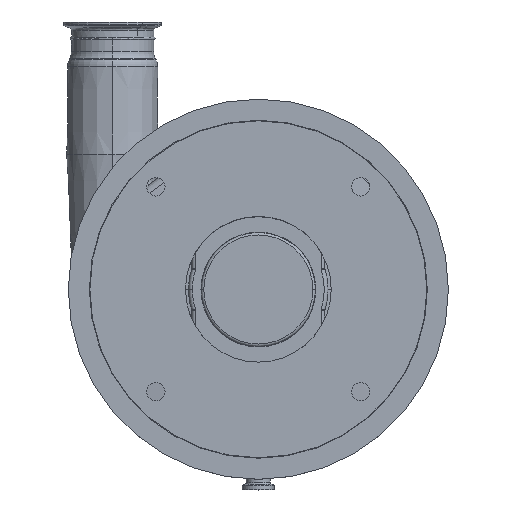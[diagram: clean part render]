
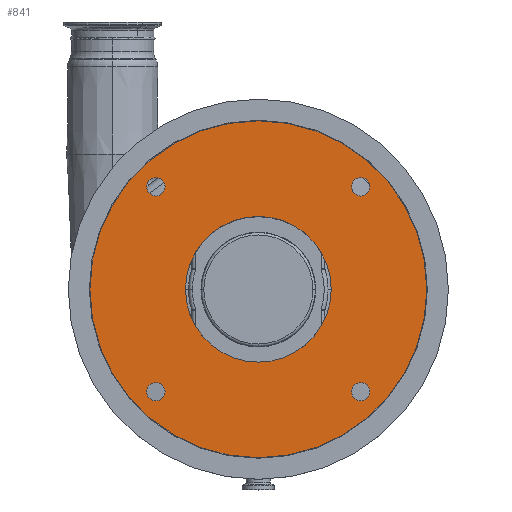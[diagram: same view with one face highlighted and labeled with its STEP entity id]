
A CAD part, top view. The second image highlights one B-rep face of the part: STEP entity #841.
In plain terms, the highlighted planar face has unit normal (0, 0, 1).
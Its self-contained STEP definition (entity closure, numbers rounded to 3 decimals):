
#5 = EDGE_LOOP ( 'NONE', ( #7309, #10863 ) ) ;
#63 = CIRCLE ( 'NONE', #9053, 57.5 ) ;
#99 = DIRECTION ( 'NONE',  ( 1., 0., 0. ) ) ;
#345 = CARTESIAN_POINT ( 'NONE',  ( 88.072, 80.822, 189.5 ) ) ;
#350 = DIRECTION ( 'NONE',  ( 0., 0., 1. ) ) ;
#368 = EDGE_CURVE ( 'NONE', #10768, #2011, #2049, .T. ) ;
#664 = CARTESIAN_POINT ( 'NONE',  ( 0., 0., 189.5 ) ) ;
#841 = ADVANCED_FACE ( 'NONE', ( #8004, #9190, #1871, #2053, #11557, #10579 ), #15537, .T. ) ;
#1076 = CARTESIAN_POINT ( 'NONE',  ( 132.95, 0., 189.5 ) ) ;
#1219 = ORIENTED_EDGE ( 'NONE', *, *, #5879, .T. ) ;
#1328 = DIRECTION ( 'NONE',  ( 0., 0., 1. ) ) ;
#1536 = AXIS2_PLACEMENT_3D ( 'NONE', #7603, #3908, #9097 ) ;
#1546 = EDGE_LOOP ( 'NONE', ( #1865, #9141 ) ) ;
#1555 = ORIENTED_EDGE ( 'NONE', *, *, #6376, .F. ) ;
#1747 = DIRECTION ( 'NONE',  ( 0., 0., 1. ) ) ;
#1785 = CARTESIAN_POINT ( 'NONE',  ( -88.072, 80.822, 189.5 ) ) ;
#1865 = ORIENTED_EDGE ( 'NONE', *, *, #8937, .F. ) ;
#1871 = FACE_BOUND ( 'NONE', #7387, .T. ) ;
#2011 = VERTEX_POINT ( 'NONE', #8759 ) ;
#2049 = CIRCLE ( 'NONE', #1536, 7.25 ) ;
#2053 = FACE_BOUND ( 'NONE', #1546, .T. ) ;
#2335 = ORIENTED_EDGE ( 'NONE', *, *, #3545, .F. ) ;
#2696 = ORIENTED_EDGE ( 'NONE', *, *, #368, .F. ) ;
#2781 = AXIS2_PLACEMENT_3D ( 'NONE', #6536, #12732, #11549 ) ;
#2900 = DIRECTION ( 'NONE',  ( 0., 0., 1. ) ) ;
#2949 = DIRECTION ( 'NONE',  ( 0., 0., 1. ) ) ;
#3105 = VERTEX_POINT ( 'NONE', #12882 ) ;
#3157 = EDGE_CURVE ( 'NONE', #13319, #3406, #15612, .T. ) ;
#3163 = CARTESIAN_POINT ( 'NONE',  ( 0., 0., 189.5 ) ) ;
#3406 = VERTEX_POINT ( 'NONE', #6140 ) ;
#3417 = DIRECTION ( 'NONE',  ( 1., 0., 0. ) ) ;
#3545 = EDGE_CURVE ( 'NONE', #11862, #10858, #9992, .T. ) ;
#3657 = CARTESIAN_POINT ( 'NONE',  ( 0., 0., 189.5 ) ) ;
#3679 = AXIS2_PLACEMENT_3D ( 'NONE', #13270, #5960, #9651 ) ;
#3714 = VERTEX_POINT ( 'NONE', #11447 ) ;
#3795 = CIRCLE ( 'NONE', #8912, 57.5 ) ;
#3854 = CARTESIAN_POINT ( 'NONE',  ( -57.5, 0., 189.5 ) ) ;
#3908 = DIRECTION ( 'NONE',  ( 0., 0., 1. ) ) ;
#3929 = CARTESIAN_POINT ( 'NONE',  ( 57.5, 0., 189.5 ) ) ;
#4071 = DIRECTION ( 'NONE',  ( 1., 0., 0. ) ) ;
#4096 = CIRCLE ( 'NONE', #7682, 7.25 ) ;
#4150 = CARTESIAN_POINT ( 'NONE',  ( -80.822, -80.822, 189.5 ) ) ;
#4241 = DIRECTION ( 'NONE',  ( 0., 0., 1. ) ) ;
#4383 = DIRECTION ( 'NONE',  ( 1., 0., 0. ) ) ;
#4687 = EDGE_CURVE ( 'NONE', #3406, #13319, #4096, .T. ) ;
#5421 = DIRECTION ( 'NONE',  ( 1., 0., 0. ) ) ;
#5515 = DIRECTION ( 'NONE',  ( 1., 0., 0. ) ) ;
#5879 = EDGE_CURVE ( 'NONE', #13052, #7504, #6490, .T. ) ;
#5954 = EDGE_CURVE ( 'NONE', #7359, #9941, #63, .T. ) ;
#5960 = DIRECTION ( 'NONE',  ( 0., 0., 1. ) ) ;
#6140 = CARTESIAN_POINT ( 'NONE',  ( -73.572, -80.822, 189.5 ) ) ;
#6376 = EDGE_CURVE ( 'NONE', #2011, #10768, #10103, .T. ) ;
#6447 = DIRECTION ( 'NONE',  ( 1., 0., 0. ) ) ;
#6490 = CIRCLE ( 'NONE', #8560, 132.95 ) ;
#6536 = CARTESIAN_POINT ( 'NONE',  ( -80.822, -80.822, 189.5 ) ) ;
#6567 = DIRECTION ( 'NONE',  ( 1., 0., 0. ) ) ;
#6772 = DIRECTION ( 'NONE',  ( 0., 0., 1. ) ) ;
#6787 = CARTESIAN_POINT ( 'NONE',  ( -88.072, -80.822, 189.5 ) ) ;
#6911 = EDGE_CURVE ( 'NONE', #10858, #11862, #11942, .T. ) ;
#7309 = ORIENTED_EDGE ( 'NONE', *, *, #5954, .F. ) ;
#7359 = VERTEX_POINT ( 'NONE', #3929 ) ;
#7387 = EDGE_LOOP ( 'NONE', ( #10573, #12538 ) ) ;
#7504 = VERTEX_POINT ( 'NONE', #1076 ) ;
#7546 = EDGE_CURVE ( 'NONE', #7504, #13052, #8311, .T. ) ;
#7603 = CARTESIAN_POINT ( 'NONE',  ( -80.822, 80.822, 189.5 ) ) ;
#7682 = AXIS2_PLACEMENT_3D ( 'NONE', #4150, #10248, #4071 ) ;
#8004 = FACE_OUTER_BOUND ( 'NONE', #9855, .T. ) ;
#8040 = AXIS2_PLACEMENT_3D ( 'NONE', #3657, #1328, #99 ) ;
#8311 = CIRCLE ( 'NONE', #8040, 132.95 ) ;
#8402 = CARTESIAN_POINT ( 'NONE',  ( -80.822, 80.822, 189.5 ) ) ;
#8411 = CIRCLE ( 'NONE', #12995, 7.25 ) ;
#8419 = AXIS2_PLACEMENT_3D ( 'NONE', #15175, #2949, #12767 ) ;
#8560 = AXIS2_PLACEMENT_3D ( 'NONE', #13815, #4241, #11635 ) ;
#8743 = CARTESIAN_POINT ( 'NONE',  ( 73.572, 80.822, 189.5 ) ) ;
#8759 = CARTESIAN_POINT ( 'NONE',  ( -73.572, 80.822, 189.5 ) ) ;
#8785 = CARTESIAN_POINT ( 'NONE',  ( 80.822, -80.822, 189.5 ) ) ;
#8912 = AXIS2_PLACEMENT_3D ( 'NONE', #12686, #1747, #6567 ) ;
#8937 = EDGE_CURVE ( 'NONE', #3105, #3714, #8411, .T. ) ;
#9053 = AXIS2_PLACEMENT_3D ( 'NONE', #664, #350, #5515 ) ;
#9091 = EDGE_LOOP ( 'NONE', ( #1555, #2696 ) ) ;
#9097 = DIRECTION ( 'NONE',  ( 1., 0., 0. ) ) ;
#9141 = ORIENTED_EDGE ( 'NONE', *, *, #12374, .F. ) ;
#9187 = ORIENTED_EDGE ( 'NONE', *, *, #6911, .F. ) ;
#9190 = FACE_BOUND ( 'NONE', #9091, .T. ) ;
#9457 = EDGE_LOOP ( 'NONE', ( #9187, #2335 ) ) ;
#9651 = DIRECTION ( 'NONE',  ( 1., 0., 0. ) ) ;
#9729 = AXIS2_PLACEMENT_3D ( 'NONE', #14422, #13040, #4383 ) ;
#9855 = EDGE_LOOP ( 'NONE', ( #13836, #1219 ) ) ;
#9941 = VERTEX_POINT ( 'NONE', #3854 ) ;
#9992 = CIRCLE ( 'NONE', #9729, 7.25 ) ;
#10103 = CIRCLE ( 'NONE', #11155, 7.25 ) ;
#10248 = DIRECTION ( 'NONE',  ( 0., 0., 1. ) ) ;
#10573 = ORIENTED_EDGE ( 'NONE', *, *, #4687, .F. ) ;
#10579 = FACE_BOUND ( 'NONE', #5, .T. ) ;
#10768 = VERTEX_POINT ( 'NONE', #1785 ) ;
#10858 = VERTEX_POINT ( 'NONE', #345 ) ;
#10863 = ORIENTED_EDGE ( 'NONE', *, *, #12363, .F. ) ;
#10889 = DIRECTION ( 'NONE',  ( 0., 0., 1. ) ) ;
#11155 = AXIS2_PLACEMENT_3D ( 'NONE', #8402, #10889, #3417 ) ;
#11447 = CARTESIAN_POINT ( 'NONE',  ( 73.572, -80.822, 189.5 ) ) ;
#11549 = DIRECTION ( 'NONE',  ( 1., 0., 0. ) ) ;
#11557 = FACE_BOUND ( 'NONE', #9457, .T. ) ;
#11635 = DIRECTION ( 'NONE',  ( 1., 0., 0. ) ) ;
#11862 = VERTEX_POINT ( 'NONE', #8743 ) ;
#11942 = CIRCLE ( 'NONE', #3679, 7.25 ) ;
#12363 = EDGE_CURVE ( 'NONE', #9941, #7359, #3795, .T. ) ;
#12374 = EDGE_CURVE ( 'NONE', #3714, #3105, #12763, .T. ) ;
#12538 = ORIENTED_EDGE ( 'NONE', *, *, #3157, .F. ) ;
#12686 = CARTESIAN_POINT ( 'NONE',  ( 0., 0., 189.5 ) ) ;
#12732 = DIRECTION ( 'NONE',  ( 0., 0., 1. ) ) ;
#12763 = CIRCLE ( 'NONE', #8419, 7.25 ) ;
#12767 = DIRECTION ( 'NONE',  ( 1., 0., 0. ) ) ;
#12882 = CARTESIAN_POINT ( 'NONE',  ( 88.072, -80.822, 189.5 ) ) ;
#12995 = AXIS2_PLACEMENT_3D ( 'NONE', #8785, #2900, #6447 ) ;
#13040 = DIRECTION ( 'NONE',  ( 0., 0., 1. ) ) ;
#13052 = VERTEX_POINT ( 'NONE', #14810 ) ;
#13270 = CARTESIAN_POINT ( 'NONE',  ( 80.822, 80.822, 189.5 ) ) ;
#13319 = VERTEX_POINT ( 'NONE', #6787 ) ;
#13815 = CARTESIAN_POINT ( 'NONE',  ( 0., 0., 189.5 ) ) ;
#13836 = ORIENTED_EDGE ( 'NONE', *, *, #7546, .T. ) ;
#14275 = AXIS2_PLACEMENT_3D ( 'NONE', #3163, #6772, #5421 ) ;
#14422 = CARTESIAN_POINT ( 'NONE',  ( 80.822, 80.822, 189.5 ) ) ;
#14810 = CARTESIAN_POINT ( 'NONE',  ( -132.95, 0., 189.5 ) ) ;
#15175 = CARTESIAN_POINT ( 'NONE',  ( 80.822, -80.822, 189.5 ) ) ;
#15537 = PLANE ( 'NONE',  #14275 ) ;
#15612 = CIRCLE ( 'NONE', #2781, 7.25 ) ;
